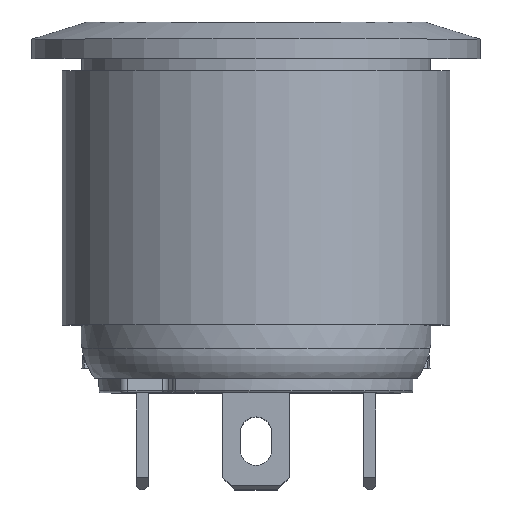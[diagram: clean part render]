
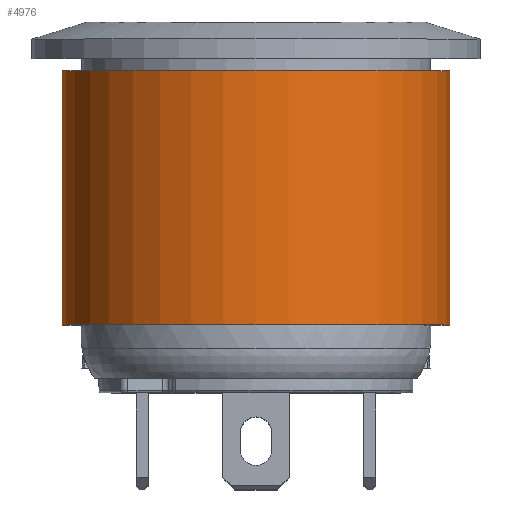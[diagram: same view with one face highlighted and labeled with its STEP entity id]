
A CAD part, top view. The second image highlights one B-rep face of the part: STEP entity #4976.
In plain terms, the highlighted cylindrical face has radius 8 mm (diameter 16 mm), a partial arc.
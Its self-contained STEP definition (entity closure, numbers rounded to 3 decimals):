
#306=FACE_OUTER_BOUND('',#628,.T.);
#628=EDGE_LOOP('',(#3429,#3430,#3431,#3432));
#995=CIRCLE('',#5371,8.);
#996=CIRCLE('',#5372,8.);
#1285=LINE('',#7820,#1682);
#1286=LINE('',#7824,#1683);
#1682=VECTOR('',#6126,10.5);
#1683=VECTOR('',#6129,10.5);
#2110=VERTEX_POINT('',#7818);
#2111=VERTEX_POINT('',#7819);
#2112=VERTEX_POINT('',#7821);
#2113=VERTEX_POINT('',#7823);
#2604=EDGE_CURVE('',#2110,#2111,#1285,.T.);
#2605=EDGE_CURVE('',#2111,#2112,#995,.T.);
#2606=EDGE_CURVE('',#2112,#2113,#1286,.T.);
#2607=EDGE_CURVE('',#2110,#2113,#996,.T.);
#3429=ORIENTED_EDGE('',*,*,#2604,.T.);
#3430=ORIENTED_EDGE('',*,*,#2605,.T.);
#3431=ORIENTED_EDGE('',*,*,#2606,.T.);
#3432=ORIENTED_EDGE('',*,*,#2607,.F.);
#4826=CYLINDRICAL_SURFACE('',#5370,8.);
#4976=ADVANCED_FACE('',(#306),#4826,.T.);
#5370=AXIS2_PLACEMENT_3D('',#7817,#6124,#6125);
#5371=AXIS2_PLACEMENT_3D('',#7822,#6127,#6128);
#5372=AXIS2_PLACEMENT_3D('',#7825,#6130,#6131);
#6124=DIRECTION('center_axis',(0.,-1.,0.));
#6125=DIRECTION('ref_axis',(0.,0.,1.));
#6126=DIRECTION('',(0.,1.,0.));
#6127=DIRECTION('center_axis',(0.,-1.,0.));
#6128=DIRECTION('ref_axis',(1.,0.,0.));
#6129=DIRECTION('',(0.,-1.,0.));
#6130=DIRECTION('center_axis',(0.,-1.,0.));
#6131=DIRECTION('ref_axis',(1.,0.,0.));
#7817=CARTESIAN_POINT('Origin',(0.,0.025,0.));
#7818=CARTESIAN_POINT('',(3.04,-11.,-7.4));
#7819=CARTESIAN_POINT('',(3.04,-0.5,-7.4));
#7820=CARTESIAN_POINT('',(3.04,-11.,-7.4));
#7821=CARTESIAN_POINT('',(-3.04,-0.5,-7.4));
#7822=CARTESIAN_POINT('Origin',(0.,-0.5,0.));
#7823=CARTESIAN_POINT('',(-3.04,-11.,-7.4));
#7824=CARTESIAN_POINT('',(-3.04,-0.5,-7.4));
#7825=CARTESIAN_POINT('Origin',(0.,-11.,0.));
